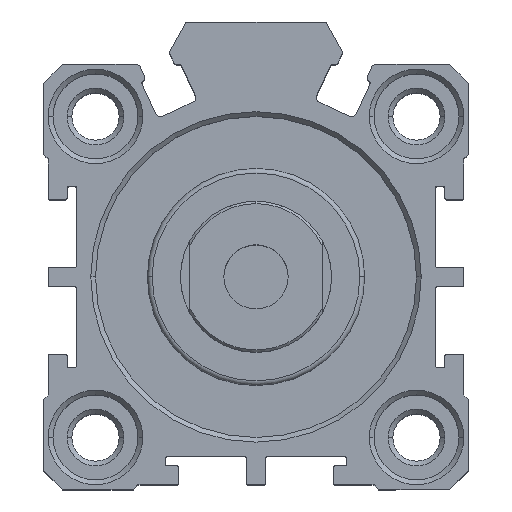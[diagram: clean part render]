
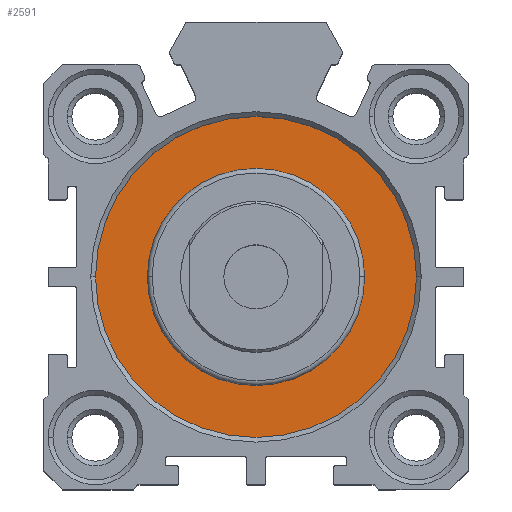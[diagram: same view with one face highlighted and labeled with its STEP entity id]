
A CAD part, top view. The second image highlights one B-rep face of the part: STEP entity #2591.
In plain terms, the highlighted planar face has unit normal (0, 0, 1).
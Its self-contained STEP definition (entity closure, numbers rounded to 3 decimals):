
#43 = DIRECTION ( 'NONE',  ( 1., 0., 0. ) ) ;
#46 = DIRECTION ( 'NONE',  ( 0., 0., 1. ) ) ;
#471 = CARTESIAN_POINT ( 'NONE',  ( 17., 0., 15.9 ) ) ;
#506 = FACE_BOUND ( 'NONE', #934, .T. ) ;
#634 = VERTEX_POINT ( 'NONE', #5477 ) ;
#668 = CARTESIAN_POINT ( 'NONE',  ( 0., 0., 15.9 ) ) ;
#687 = FACE_OUTER_BOUND ( 'NONE', #2529, .T. ) ;
#733 = EDGE_CURVE ( 'NONE', #1789, #634, #2906, .T. ) ;
#778 = EDGE_CURVE ( 'NONE', #634, #1789, #4556, .T. ) ;
#934 = EDGE_LOOP ( 'NONE', ( #7948, #2848 ) ) ;
#1299 = DIRECTION ( 'NONE',  ( 1., 0., 0. ) ) ;
#1300 = ORIENTED_EDGE ( 'NONE', *, *, #778, .T. ) ;
#1763 = CIRCLE ( 'NONE', #1839, 11.5 ) ;
#1789 = VERTEX_POINT ( 'NONE', #471 ) ;
#1837 = CARTESIAN_POINT ( 'NONE',  ( -11.5, 0., 15.9 ) ) ;
#1839 = AXIS2_PLACEMENT_3D ( 'NONE', #1863, #6181, #2483 ) ;
#1863 = CARTESIAN_POINT ( 'NONE',  ( 0., 0., 15.9 ) ) ;
#2483 = DIRECTION ( 'NONE',  ( 1., 0., 0. ) ) ;
#2529 = EDGE_LOOP ( 'NONE', ( #3482, #1300 ) ) ;
#2586 = VERTEX_POINT ( 'NONE', #7781 ) ;
#2591 = ADVANCED_FACE ( 'NONE', ( #506, #687 ), #2867, .T. ) ;
#2848 = ORIENTED_EDGE ( 'NONE', *, *, #6809, .F. ) ;
#2867 = PLANE ( 'NONE',  #4903 ) ;
#2906 = CIRCLE ( 'NONE', #4058, 17. ) ;
#3054 = AXIS2_PLACEMENT_3D ( 'NONE', #7440, #3754, #43 ) ;
#3482 = ORIENTED_EDGE ( 'NONE', *, *, #733, .T. ) ;
#3496 = DIRECTION ( 'NONE',  ( 1., 0., 0. ) ) ;
#3754 = DIRECTION ( 'NONE',  ( 0., 0., 1. ) ) ;
#3759 = CARTESIAN_POINT ( 'NONE',  ( 0., 0., 15.9 ) ) ;
#3867 = VERTEX_POINT ( 'NONE', #1837 ) ;
#4041 = EDGE_CURVE ( 'NONE', #3867, #2586, #1763, .T. ) ;
#4058 = AXIS2_PLACEMENT_3D ( 'NONE', #3759, #46, #4386 ) ;
#4386 = DIRECTION ( 'NONE',  ( 1., 0., 0. ) ) ;
#4556 = CIRCLE ( 'NONE', #5704, 17. ) ;
#4720 = CARTESIAN_POINT ( 'NONE',  ( 0., 0., 15.9 ) ) ;
#4903 = AXIS2_PLACEMENT_3D ( 'NONE', #4720, #7178, #3496 ) ;
#5030 = DIRECTION ( 'NONE',  ( 0., 0., 1. ) ) ;
#5477 = CARTESIAN_POINT ( 'NONE',  ( -17., 0., 15.9 ) ) ;
#5704 = AXIS2_PLACEMENT_3D ( 'NONE', #668, #5030, #1299 ) ;
#6181 = DIRECTION ( 'NONE',  ( 0., 0., 1. ) ) ;
#6809 = EDGE_CURVE ( 'NONE', #2586, #3867, #6975, .T. ) ;
#6975 = CIRCLE ( 'NONE', #3054, 11.5 ) ;
#7178 = DIRECTION ( 'NONE',  ( 0., 0., 1. ) ) ;
#7440 = CARTESIAN_POINT ( 'NONE',  ( 0., 0., 15.9 ) ) ;
#7781 = CARTESIAN_POINT ( 'NONE',  ( 11.5, 0., 15.9 ) ) ;
#7948 = ORIENTED_EDGE ( 'NONE', *, *, #4041, .F. ) ;
